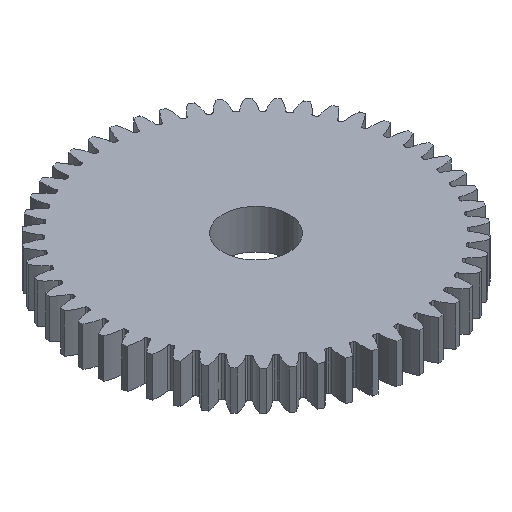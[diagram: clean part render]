
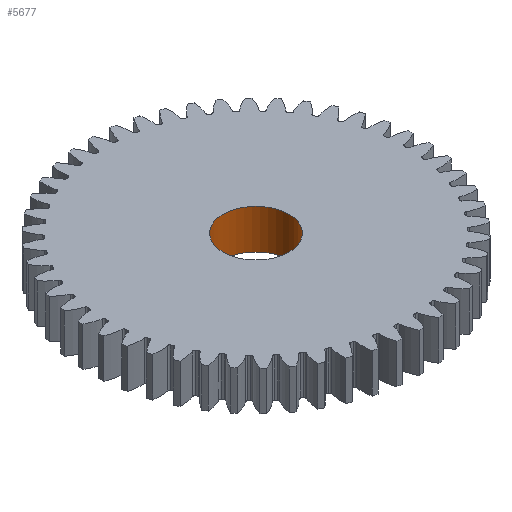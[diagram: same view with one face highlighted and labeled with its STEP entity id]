
A CAD part, isometric view. The second image highlights one B-rep face of the part: STEP entity #5677.
In plain terms, the highlighted cylindrical face has radius 5 mm (diameter 10 mm), a full revolution.
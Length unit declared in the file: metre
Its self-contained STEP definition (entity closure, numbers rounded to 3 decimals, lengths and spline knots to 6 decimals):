
#222=CIRCLE('',#6094,0.005);
#223=CIRCLE('',#6095,0.005);
#224=CIRCLE('',#6096,0.005);
#526=CYLINDRICAL_SURFACE('',#6093,0.005);
#928=LINE('',#12725,#1232);
#929=LINE('',#12730,#1233);
#1232=VECTOR('',#7302,1.);
#1233=VECTOR('',#7305,1.);
#2032=ORIENTED_EDGE('',*,*,#3748,.F.);
#2033=ORIENTED_EDGE('',*,*,#3749,.F.);
#2034=ORIENTED_EDGE('',*,*,#3750,.T.);
#2035=ORIENTED_EDGE('',*,*,#3751,.F.);
#2036=ORIENTED_EDGE('',*,*,#3752,.T.);
#3748=EDGE_CURVE('',#4557,#4558,#928,.T.);
#3749=EDGE_CURVE('',#4559,#4557,#222,.T.);
#3750=EDGE_CURVE('',#4559,#4560,#929,.T.);
#3751=EDGE_CURVE('',#4558,#4560,#223,.T.);
#3752=EDGE_CURVE('',#4561,#4561,#224,.T.);
#4557=VERTEX_POINT('',#12726);
#4558=VERTEX_POINT('',#12727);
#4559=VERTEX_POINT('',#12729);
#4560=VERTEX_POINT('',#12731);
#4561=VERTEX_POINT('',#12734);
#4961=EDGE_LOOP('',(#2032,#2033,#2034,#2035));
#4962=EDGE_LOOP('',(#2036));
#5269=FACE_BOUND('',#4961,.T.);
#5270=FACE_BOUND('',#4962,.T.);
#5677=ADVANCED_FACE('',(#5269,#5270),#526,.F.);
#6093=AXIS2_PLACEMENT_3D('',#12724,#7300,#7301);
#6094=AXIS2_PLACEMENT_3D('',#12728,#7303,#7304);
#6095=AXIS2_PLACEMENT_3D('',#12732,#7306,#7307);
#6096=AXIS2_PLACEMENT_3D('',#12733,#7308,#7309);
#7300=DIRECTION('',(0.,0.,-1.));
#7301=DIRECTION('',(-1.,0.,0.));
#7302=DIRECTION('',(0.,0.,-1.));
#7303=DIRECTION('',(0.,0.,1.));
#7304=DIRECTION('',(1.,0.,0.));
#7305=DIRECTION('',(0.,0.,-1.));
#7306=DIRECTION('',(0.,0.,1.));
#7307=DIRECTION('',(1.,0.,0.));
#7308=DIRECTION('',(0.,0.,1.));
#7309=DIRECTION('',(1.,0.,0.));
#12724=CARTESIAN_POINT('',(0.0352,0.,0.006));
#12725=CARTESIAN_POINT('',(0.0377,-0.00433,0.005));
#12726=CARTESIAN_POINT('',(0.0377,-0.00433,0.005));
#12727=CARTESIAN_POINT('',(0.0377,-0.00433,0.));
#12728=CARTESIAN_POINT('',(0.0352,0.,0.005));
#12729=CARTESIAN_POINT('',(0.0327,-0.00433,0.005));
#12730=CARTESIAN_POINT('',(0.0327,-0.00433,0.005));
#12731=CARTESIAN_POINT('',(0.0327,-0.00433,0.));
#12732=CARTESIAN_POINT('',(0.0352,0.,0.));
#12733=CARTESIAN_POINT('',(0.0352,0.,0.006));
#12734=CARTESIAN_POINT('',(0.0402,0.,0.006));
